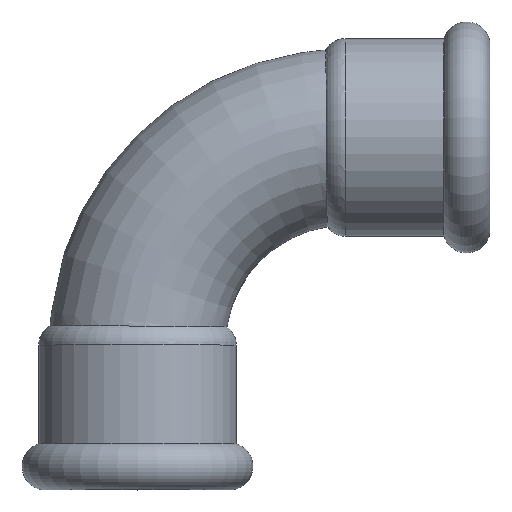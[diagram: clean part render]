
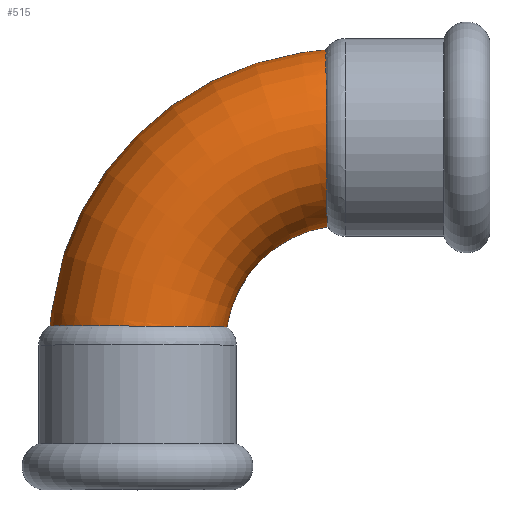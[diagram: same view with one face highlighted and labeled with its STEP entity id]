
A CAD part, top view. The second image highlights one B-rep face of the part: STEP entity #515.
In plain terms, the highlighted toroidal (fillet/blend) face has major radius 33 mm and minor radius 14 mm.
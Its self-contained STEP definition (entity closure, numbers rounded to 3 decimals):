
#17=B_SPLINE_CURVE_WITH_KNOTS('',3,(#903,#904,#905,#906,#907,#908,#909,
#910,#911,#912,#913,#914),.UNSPECIFIED.,.F.,.F.,(4,2,2,2,2,4),(6.646,
7.126,7.675,8.222,8.531,8.84),
 .UNSPECIFIED.);
#18=B_SPLINE_CURVE_WITH_KNOTS('',3,(#916,#917,#918,#919,#920,#921,#922,
#923,#924,#925,#926,#927,#928,#929,#930,#931,#932,#933,#934,#935),
 .UNSPECIFIED.,.F.,.F.,(4,2,2,2,2,2,2,2,2,4),(0.,0.546,1.092,
1.64,2.189,2.74,3.293,3.845,
4.392,4.421),.UNSPECIFIED.);
#19=B_SPLINE_CURVE_WITH_KNOTS('',3,(#936,#937,#938,#939,#940,#941,#942,
#943,#944,#945,#946,#947),.UNSPECIFIED.,.F.,.F.,(4,2,2,2,2,4),(4.421,
4.934,5.476,6.024,6.575,6.646),
 .UNSPECIFIED.);
#23=B_SPLINE_CURVE_WITH_KNOTS('',3,(#1030,#1031,#1032,#1033,#1034,#1035,
#1036,#1037,#1038,#1039,#1040,#1041),.UNSPECIFIED.,.F.,.F.,(4,2,2,2,2,4),
(4.421,4.934,5.476,6.024,6.575,
6.646),.UNSPECIFIED.);
#24=B_SPLINE_CURVE_WITH_KNOTS('',3,(#1043,#1044,#1045,#1046,#1047,#1048,
#1049,#1050,#1051,#1052,#1053,#1054,#1055,#1056,#1057,#1058,#1059,#1060,
#1061,#1062),.UNSPECIFIED.,.F.,.F.,(4,2,2,2,2,2,2,2,2,4),(0.,0.546,
1.092,1.64,2.189,2.74,3.293,
3.845,4.392,4.421),.UNSPECIFIED.);
#25=B_SPLINE_CURVE_WITH_KNOTS('',3,(#1063,#1064,#1065,#1066,#1067,#1068,
#1069,#1070,#1071,#1072,#1073,#1074),.UNSPECIFIED.,.F.,.F.,(4,2,2,2,2,4),
(6.646,7.126,7.675,8.222,8.531,
8.84),.UNSPECIFIED.);
#73=FACE_OUTER_BOUND('',#95,.T.);
#95=EDGE_LOOP('',(#440,#441,#442,#443,#444,#445,#446,#447));
#159=CIRCLE('',#616,19.);
#201=VERTEX_POINT('',#900);
#202=VERTEX_POINT('',#902);
#203=VERTEX_POINT('',#915);
#217=VERTEX_POINT('',#1027);
#218=VERTEX_POINT('',#1029);
#219=VERTEX_POINT('',#1042);
#273=EDGE_CURVE('',#201,#202,#17,.T.);
#274=EDGE_CURVE('',#202,#203,#18,.T.);
#275=EDGE_CURVE('',#203,#201,#19,.T.);
#296=EDGE_CURVE('',#218,#217,#23,.T.);
#297=EDGE_CURVE('',#219,#218,#24,.T.);
#298=EDGE_CURVE('',#217,#219,#25,.T.);
#306=EDGE_CURVE('',#218,#203,#159,.T.);
#440=ORIENTED_EDGE('',*,*,#297,.T.);
#441=ORIENTED_EDGE('',*,*,#306,.T.);
#442=ORIENTED_EDGE('',*,*,#274,.F.);
#443=ORIENTED_EDGE('',*,*,#273,.F.);
#444=ORIENTED_EDGE('',*,*,#275,.F.);
#445=ORIENTED_EDGE('',*,*,#306,.F.);
#446=ORIENTED_EDGE('',*,*,#296,.T.);
#447=ORIENTED_EDGE('',*,*,#298,.T.);
#496=TOROIDAL_SURFACE('',#615,33.,14.);
#515=ADVANCED_FACE('',(#73),#496,.T.);
#615=AXIS2_PLACEMENT_3D('',#1130,#784,#785);
#616=AXIS2_PLACEMENT_3D('',#1131,#786,#787);
#784=DIRECTION('center_axis',(0.,0.,-1.));
#785=DIRECTION('ref_axis',(-1.,0.,0.));
#786=DIRECTION('center_axis',(0.,0.,1.));
#787=DIRECTION('ref_axis',(-1.,0.,0.));
#900=CARTESIAN_POINT('',(-56.,-29.998,13.999));
#902=CARTESIAN_POINT('',(-69.9,-29.941,0.));
#903=CARTESIAN_POINT('Ctrl Pts',(-56.,-29.998,13.999));
#904=CARTESIAN_POINT('Ctrl Pts',(-57.596,-29.989,13.984));
#905=CARTESIAN_POINT('Ctrl Pts',(-59.18,-29.981,13.697));
#906=CARTESIAN_POINT('Ctrl Pts',(-62.402,-29.966,12.524));
#907=CARTESIAN_POINT('Ctrl Pts',(-63.982,-29.96,11.568));
#908=CARTESIAN_POINT('Ctrl Pts',(-66.682,-29.951,9.106));
#909=CARTESIAN_POINT('Ctrl Pts',(-67.778,-29.947,7.626));
#910=CARTESIAN_POINT('Ctrl Pts',(-68.998,-29.943,5.046));
#911=CARTESIAN_POINT('Ctrl Pts',(-69.335,-29.942,4.068));
#912=CARTESIAN_POINT('Ctrl Pts',(-69.786,-29.941,2.058));
#913=CARTESIAN_POINT('Ctrl Pts',(-69.9,-29.941,1.03));
#914=CARTESIAN_POINT('Ctrl Pts',(-69.9,-29.941,0.));
#915=CARTESIAN_POINT('',(-41.783,-30.139,0.));
#916=CARTESIAN_POINT('Ctrl Pts',(-69.9,-29.941,0.));
#917=CARTESIAN_POINT('Ctrl Pts',(-69.9,-29.941,-1.82));
#918=CARTESIAN_POINT('Ctrl Pts',(-69.545,-29.942,-3.622));
#919=CARTESIAN_POINT('Ctrl Pts',(-68.163,-29.946,-6.99));
#920=CARTESIAN_POINT('Ctrl Pts',(-67.149,-29.949,-8.524));
#921=CARTESIAN_POINT('Ctrl Pts',(-64.588,-29.958,-11.12));
#922=CARTESIAN_POINT('Ctrl Pts',(-63.065,-29.964,-12.156));
#923=CARTESIAN_POINT('Ctrl Pts',(-59.702,-29.978,-13.59));
#924=CARTESIAN_POINT('Ctrl Pts',(-57.894,-29.987,-13.973));
#925=CARTESIAN_POINT('Ctrl Pts',(-54.226,-30.008,-14.025));
#926=CARTESIAN_POINT('Ctrl Pts',(-52.401,-30.021,-13.691));
#927=CARTESIAN_POINT('Ctrl Pts',(-48.977,-30.049,-12.343));
#928=CARTESIAN_POINT('Ctrl Pts',(-47.41,-30.064,-11.339));
#929=CARTESIAN_POINT('Ctrl Pts',(-44.755,-30.095,-8.787));
#930=CARTESIAN_POINT('Ctrl Pts',(-43.691,-30.109,-7.264));
#931=CARTESIAN_POINT('Ctrl Pts',(-42.221,-30.132,-3.907));
#932=CARTESIAN_POINT('Ctrl Pts',(-41.824,-30.139,-2.109));
#933=CARTESIAN_POINT('Ctrl Pts',(-41.784,-30.139,-0.19));
#934=CARTESIAN_POINT('Ctrl Pts',(-41.783,-30.139,-0.095));
#935=CARTESIAN_POINT('Ctrl Pts',(-41.783,-30.139,0.));
#936=CARTESIAN_POINT('Ctrl Pts',(-41.783,-30.139,0.));
#937=CARTESIAN_POINT('Ctrl Pts',(-41.783,-30.139,1.708));
#938=CARTESIAN_POINT('Ctrl Pts',(-42.099,-30.134,3.401));
#939=CARTESIAN_POINT('Ctrl Pts',(-43.363,-30.114,6.684));
#940=CARTESIAN_POINT('Ctrl Pts',(-44.335,-30.1,8.229));
#941=CARTESIAN_POINT('Ctrl Pts',(-46.823,-30.07,10.879));
#942=CARTESIAN_POINT('Ctrl Pts',(-48.321,-30.055,11.955));
#943=CARTESIAN_POINT('Ctrl Pts',(-51.652,-30.026,13.482));
#944=CARTESIAN_POINT('Ctrl Pts',(-53.456,-30.013,13.914));
#945=CARTESIAN_POINT('Ctrl Pts',(-55.528,-30.001,13.998));
#946=CARTESIAN_POINT('Ctrl Pts',(-55.764,-29.999,14.002));
#947=CARTESIAN_POINT('Ctrl Pts',(-56.,-29.998,13.999));
#1027=CARTESIAN_POINT('',(-26.002,0.,13.999));
#1029=CARTESIAN_POINT('',(-25.861,-14.217,0.));
#1030=CARTESIAN_POINT('Ctrl Pts',(-25.861,-14.217,0.));
#1031=CARTESIAN_POINT('Ctrl Pts',(-25.861,-14.217,1.708));
#1032=CARTESIAN_POINT('Ctrl Pts',(-25.866,-13.901,3.401));
#1033=CARTESIAN_POINT('Ctrl Pts',(-25.886,-12.637,6.684));
#1034=CARTESIAN_POINT('Ctrl Pts',(-25.9,-11.665,8.229));
#1035=CARTESIAN_POINT('Ctrl Pts',(-25.93,-9.177,10.879));
#1036=CARTESIAN_POINT('Ctrl Pts',(-25.945,-7.679,11.955));
#1037=CARTESIAN_POINT('Ctrl Pts',(-25.974,-4.348,13.482));
#1038=CARTESIAN_POINT('Ctrl Pts',(-25.987,-2.544,13.914));
#1039=CARTESIAN_POINT('Ctrl Pts',(-25.999,-0.472,
13.998));
#1040=CARTESIAN_POINT('Ctrl Pts',(-26.001,-0.236,
14.002));
#1041=CARTESIAN_POINT('Ctrl Pts',(-26.002,0.,
13.999));
#1042=CARTESIAN_POINT('',(-26.059,13.9,0.));
#1043=CARTESIAN_POINT('Ctrl Pts',(-26.059,13.9,0.));
#1044=CARTESIAN_POINT('Ctrl Pts',(-26.059,13.9,-1.82));
#1045=CARTESIAN_POINT('Ctrl Pts',(-26.058,13.545,-3.622));
#1046=CARTESIAN_POINT('Ctrl Pts',(-26.054,12.163,-6.99));
#1047=CARTESIAN_POINT('Ctrl Pts',(-26.051,11.149,-8.524));
#1048=CARTESIAN_POINT('Ctrl Pts',(-26.042,8.588,-11.12));
#1049=CARTESIAN_POINT('Ctrl Pts',(-26.036,7.065,-12.156));
#1050=CARTESIAN_POINT('Ctrl Pts',(-26.022,3.702,-13.59));
#1051=CARTESIAN_POINT('Ctrl Pts',(-26.013,1.894,-13.973));
#1052=CARTESIAN_POINT('Ctrl Pts',(-25.992,-1.774,-14.025));
#1053=CARTESIAN_POINT('Ctrl Pts',(-25.979,-3.599,-13.691));
#1054=CARTESIAN_POINT('Ctrl Pts',(-25.951,-7.023,-12.343));
#1055=CARTESIAN_POINT('Ctrl Pts',(-25.936,-8.59,-11.339));
#1056=CARTESIAN_POINT('Ctrl Pts',(-25.905,-11.245,-8.787));
#1057=CARTESIAN_POINT('Ctrl Pts',(-25.891,-12.309,-7.264));
#1058=CARTESIAN_POINT('Ctrl Pts',(-25.868,-13.779,-3.907));
#1059=CARTESIAN_POINT('Ctrl Pts',(-25.861,-14.176,-2.109));
#1060=CARTESIAN_POINT('Ctrl Pts',(-25.861,-14.216,-0.19));
#1061=CARTESIAN_POINT('Ctrl Pts',(-25.861,-14.217,-0.095));
#1062=CARTESIAN_POINT('Ctrl Pts',(-25.861,-14.217,0.));
#1063=CARTESIAN_POINT('Ctrl Pts',(-26.002,0.,
13.999));
#1064=CARTESIAN_POINT('Ctrl Pts',(-26.011,1.596,13.984));
#1065=CARTESIAN_POINT('Ctrl Pts',(-26.019,3.18,13.697));
#1066=CARTESIAN_POINT('Ctrl Pts',(-26.034,6.402,12.524));
#1067=CARTESIAN_POINT('Ctrl Pts',(-26.04,7.982,11.568));
#1068=CARTESIAN_POINT('Ctrl Pts',(-26.049,10.682,9.106));
#1069=CARTESIAN_POINT('Ctrl Pts',(-26.053,11.778,7.626));
#1070=CARTESIAN_POINT('Ctrl Pts',(-26.057,12.998,5.046));
#1071=CARTESIAN_POINT('Ctrl Pts',(-26.058,13.335,4.068));
#1072=CARTESIAN_POINT('Ctrl Pts',(-26.059,13.786,2.058));
#1073=CARTESIAN_POINT('Ctrl Pts',(-26.059,13.9,1.03));
#1074=CARTESIAN_POINT('Ctrl Pts',(-26.059,13.9,0.));
#1130=CARTESIAN_POINT('Origin',(-23.,-33.,0.));
#1131=CARTESIAN_POINT('Origin',(-23.,-33.,0.));
